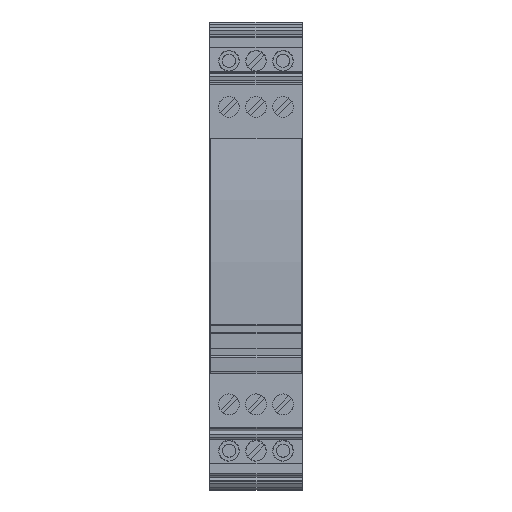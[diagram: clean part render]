
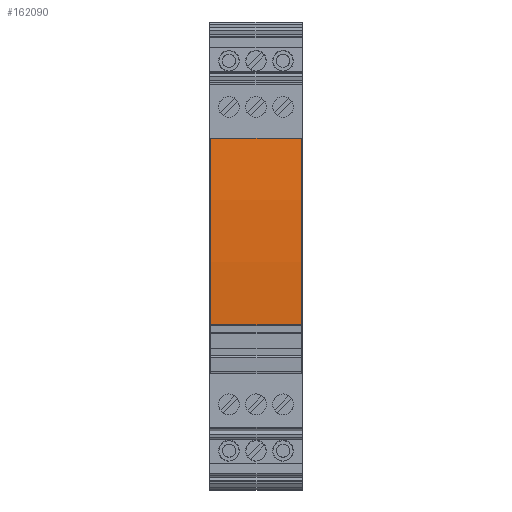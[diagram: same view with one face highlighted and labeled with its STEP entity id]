
A CAD part, top view. The second image highlights one B-rep face of the part: STEP entity #162090.
In plain terms, the highlighted cylindrical face has radius 200 mm (diameter 400 mm), a partial arc.
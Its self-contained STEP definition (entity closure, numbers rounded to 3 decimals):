
#155580=CARTESIAN_POINT('',(46.775,71.73,
-31.86));
#155590=VERTEX_POINT('',#155580);
#155620=CARTESIAN_POINT('',(69.175,-127.012,
-31.86));
#155630=DIRECTION('',(0.,0.,1.));
#155640=DIRECTION('',(1.,0.,0.));
#155650=AXIS2_PLACEMENT_3D('',#155620,#155630,#155640);
#155660=CIRCLE('',#155650,200.);
#155670=CARTESIAN_POINT('',(82.622,72.535,
-31.86));
#155680=VERTEX_POINT('',#155670);
#155690=EDGE_CURVE('',#155680,#155590,#155660,.T.);
#157580=CARTESIAN_POINT('',(82.622,72.535,
-49.36));
#157590=VERTEX_POINT('',#157580);
#157620=CARTESIAN_POINT('',(69.175,-127.012,
-49.36));
#157630=DIRECTION('',(0.,0.,1.));
#157640=DIRECTION('',(1.,0.,0.));
#157650=AXIS2_PLACEMENT_3D('',#157620,#157630,#157640);
#157660=CIRCLE('',#157650,200.);
#157670=CARTESIAN_POINT('',(46.775,71.73,
-49.36));
#157680=VERTEX_POINT('',#157670);
#157690=EDGE_CURVE('',#157590,#157680,#157660,.T.);
#161770=CARTESIAN_POINT('',(82.622,72.535,
-49.36));
#161780=DIRECTION('',(0.,0.,1.));
#161790=VECTOR('',#161780,1.);
#161800=LINE('',#161770,#161790);
#161810=EDGE_CURVE('',#157590,#155680,#161800,.T.);
#161930=CARTESIAN_POINT('',(69.175,-127.012,
-49.36));
#161940=DIRECTION('',(0.,0.,1.));
#161950=DIRECTION('',(1.,0.,0.));
#161960=AXIS2_PLACEMENT_3D('',#161930,#161940,#161950);
#161970=CYLINDRICAL_SURFACE('',#161960,200.);
#161980=ORIENTED_EDGE('',*,*,#157690,.T.);
#161990=ORIENTED_EDGE('',*,*,#161810,.F.);
#162000=ORIENTED_EDGE('',*,*,#155690,.F.);
#162010=CARTESIAN_POINT('',(46.775,71.73,
-51.23));
#162020=DIRECTION('',(0.,0.,1.));
#162030=VECTOR('',#162020,1.);
#162040=LINE('',#162010,#162030);
#162050=EDGE_CURVE('',#157680,#155590,#162040,.T.);
#162060=ORIENTED_EDGE('',*,*,#162050,.T.);
#162070=EDGE_LOOP('',(#162060,#162000,#161990,#161980));
#162080=FACE_OUTER_BOUND('',#162070,.T.);
#162090=ADVANCED_FACE('',(#162080),#161970,.T.);
